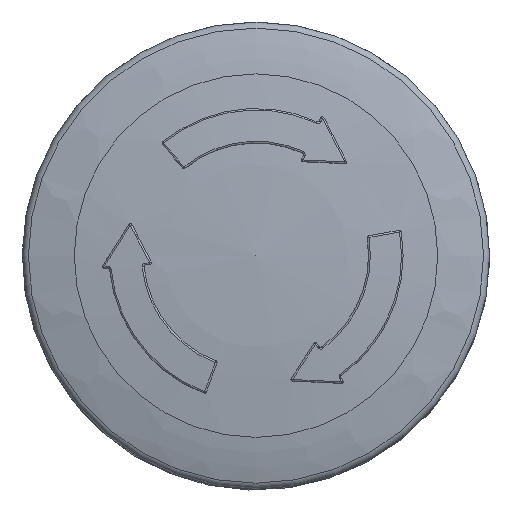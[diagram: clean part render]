
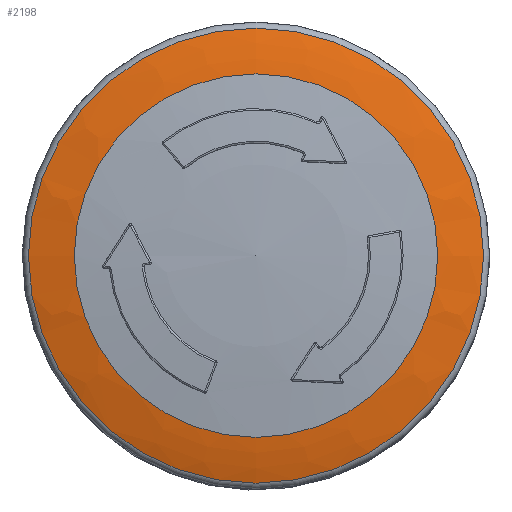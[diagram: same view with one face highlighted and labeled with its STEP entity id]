
A CAD part, top view. The second image highlights one B-rep face of the part: STEP entity #2198.
In plain terms, the highlighted free-form (B-spline) face has degree [3, 3] with [4, 7] control points.
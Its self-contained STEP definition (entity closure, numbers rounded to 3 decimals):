
#2198 = ADVANCED_FACE( '', ( #5494, #5495 ), #5496, .T. );
#5494 = FACE_OUTER_BOUND( '', #12698, .T. );
#5495 = FACE_OUTER_BOUND( '', #12699, .T. );
#5496 = ( BOUNDED_SURFACE(  )B_SPLINE_SURFACE( 3, 3, ( ( #12702, #12703, #12704, #12705, #12706, #12707, #12708 ), ( #12709, #12710, #12711, #12712, #12713, #12714, #12715 ), ( #12716, #12717, #12718, #12719, #12720, #12721, #12722 ), ( #12723, #12724, #12725, #12726, #12727, #12728, #12729 ) ), .UNSPECIFIED., .F., .T., .F. )B_SPLINE_SURFACE_WITH_KNOTS( ( 4, 4 ), ( 4, 3, 4 ), ( 0., 6.283 ), ( -1.439, -1.354, -1.27 ), .UNSPECIFIED. )GEOMETRIC_REPRESENTATION_ITEM(  )RATIONAL_B_SPLINE_SURFACE( ( ( 1., 0.333, 0.333, 1., 0.333, 0.333, 1. ), ( 0.998, 0.333, 0.333, 0.998, 0.333, 0.333, 0.998 ), ( 0.998, 0.333, 0.333, 0.998, 0.333, 0.333, 0.998 ), ( 1., 0.333, 0.333, 1., 0.333, 0.333, 1. ) ) )REPRESENTATION_ITEM( '' )SURFACE(  ) );
#12698 = EDGE_LOOP( '', ( #41192 ) );
#12699 = EDGE_LOOP( '', ( #41193 ) );
#12702 = CARTESIAN_POINT( '', ( -13.146, 0., 13.726 ) );
#12703 = CARTESIAN_POINT( '', ( -13.146, 26.291, 13.726 ) );
#12704 = CARTESIAN_POINT( '', ( 13.146, 26.291, 13.726 ) );
#12705 = CARTESIAN_POINT( '', ( 13.146, 0., 13.726 ) );
#12706 = CARTESIAN_POINT( '', ( 13.146, -26.291, 13.726 ) );
#12707 = CARTESIAN_POINT( '', ( -13.146, -26.291, 13.726 ) );
#12708 = CARTESIAN_POINT( '', ( -13.146, 0., 13.726 ) );
#12709 = CARTESIAN_POINT( '', ( -12.281, 0., 13.995 ) );
#12710 = CARTESIAN_POINT( '', ( -12.281, 24.563, 13.995 ) );
#12711 = CARTESIAN_POINT( '', ( 12.281, 24.563, 13.995 ) );
#12712 = CARTESIAN_POINT( '', ( 12.281, 0., 13.995 ) );
#12713 = CARTESIAN_POINT( '', ( 12.281, -24.563, 13.995 ) );
#12714 = CARTESIAN_POINT( '', ( -12.281, -24.563, 13.995 ) );
#12715 = CARTESIAN_POINT( '', ( -12.281, 0., 13.995 ) );
#12716 = CARTESIAN_POINT( '', ( -11.397, 0., 14.189 ) );
#12717 = CARTESIAN_POINT( '', ( -11.397, 22.795, 14.189 ) );
#12718 = CARTESIAN_POINT( '', ( 11.397, 22.795, 14.189 ) );
#12719 = CARTESIAN_POINT( '', ( 11.397, 0., 14.189 ) );
#12720 = CARTESIAN_POINT( '', ( 11.397, -22.795, 14.189 ) );
#12721 = CARTESIAN_POINT( '', ( -11.397, -22.795, 14.189 ) );
#12722 = CARTESIAN_POINT( '', ( -11.397, 0., 14.189 ) );
#12723 = CARTESIAN_POINT( '', ( -10.5, 0., 14.308 ) );
#12724 = CARTESIAN_POINT( '', ( -10.5, 21., 14.308 ) );
#12725 = CARTESIAN_POINT( '', ( 10.5, 21., 14.308 ) );
#12726 = CARTESIAN_POINT( '', ( 10.5, 0., 14.308 ) );
#12727 = CARTESIAN_POINT( '', ( 10.5, -21., 14.308 ) );
#12728 = CARTESIAN_POINT( '', ( -10.5, -21., 14.308 ) );
#12729 = CARTESIAN_POINT( '', ( -10.5, 0., 14.308 ) );
#41192 = ORIENTED_EDGE( '', *, *, #53302, .T. );
#41193 = ORIENTED_EDGE( '', *, *, #53303, .F. );
#53302 = EDGE_CURVE( '', #59262, #59262, #59263, .T. );
#53303 = EDGE_CURVE( '', #59264, #59264, #59265, .T. );
#59262 = VERTEX_POINT( '', #70507 );
#59263 = CIRCLE( '', #70508, 10.5 );
#59264 = VERTEX_POINT( '', #70509 );
#59265 = CIRCLE( '', #70510, 13.146 );
#70507 = CARTESIAN_POINT( '', ( -10.5, 0., 14.308 ) );
#70508 = AXIS2_PLACEMENT_3D( '', #89877, #89878, #89879 );
#70509 = CARTESIAN_POINT( '', ( -13.146, 0., 13.726 ) );
#70510 = AXIS2_PLACEMENT_3D( '', #89880, #89881, #89882 );
#89877 = CARTESIAN_POINT( '', ( 0., 0., 14.308 ) );
#89878 = DIRECTION( '', ( 0., 0., -1. ) );
#89879 = DIRECTION( '', ( -1., 0., 0. ) );
#89880 = CARTESIAN_POINT( '', ( 0., 0., 13.726 ) );
#89881 = DIRECTION( '', ( 0., 0., -1. ) );
#89882 = DIRECTION( '', ( -1., 0., 0. ) );
